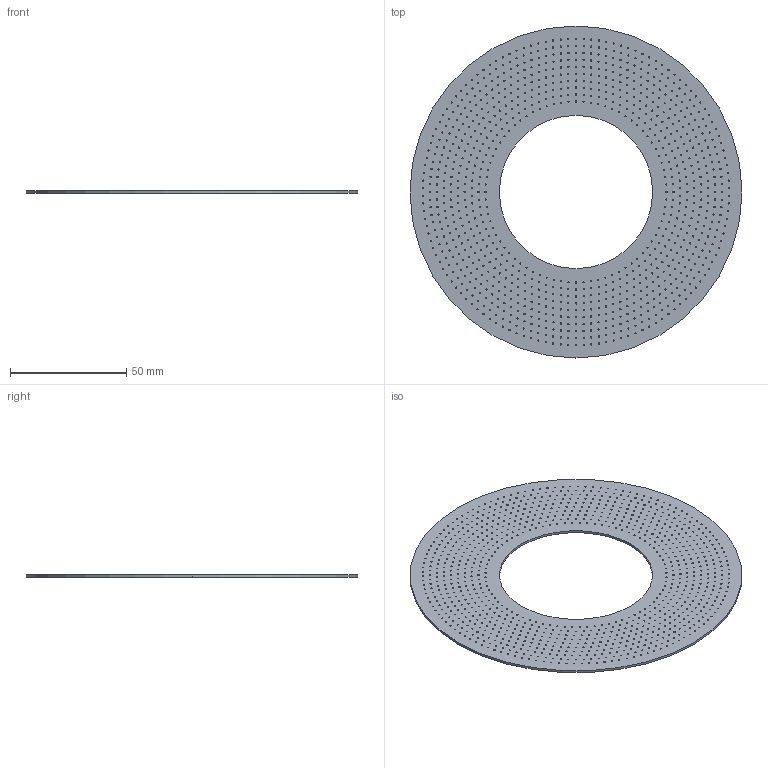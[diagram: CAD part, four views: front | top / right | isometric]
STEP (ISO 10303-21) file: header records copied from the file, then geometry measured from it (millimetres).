
FILE_DESCRIPTION (( 'STEP AP203' ), '1' );
FILE_NAME ('GrandDisque.STEP', '2020-01-23T15:15:38', ( '' ), ( '' ), 'SwSTEP 2.0', 'SolidWorks 2018', '' );
FILE_SCHEMA (( 'CONFIG_CONTROL_DESIGN' ));
Length unit declared in the file: millimetre
Products named in the file (1): GrandDisque
Bounding box: 143 x 143 x 1 mm (x, y, z)
Volume: 12441.5 mm3; surface area: 27122.9 mm2
Topology: 1 solids, 1 shells, 2022 faces, 6060 edges, 4040 vertices
Faces by surface type: cylinder 2020, plane 2
Entity records: 74837 total; most frequent: DIRECTION 14146, CARTESIAN_POINT 12123, ORIENTED_EDGE 12120, AXIS2_PLACEMENT_3D 6063, EDGE_CURVE 6060, VERTEX_POINT 4040, CIRCLE 4040, EDGE_LOOP 4040
